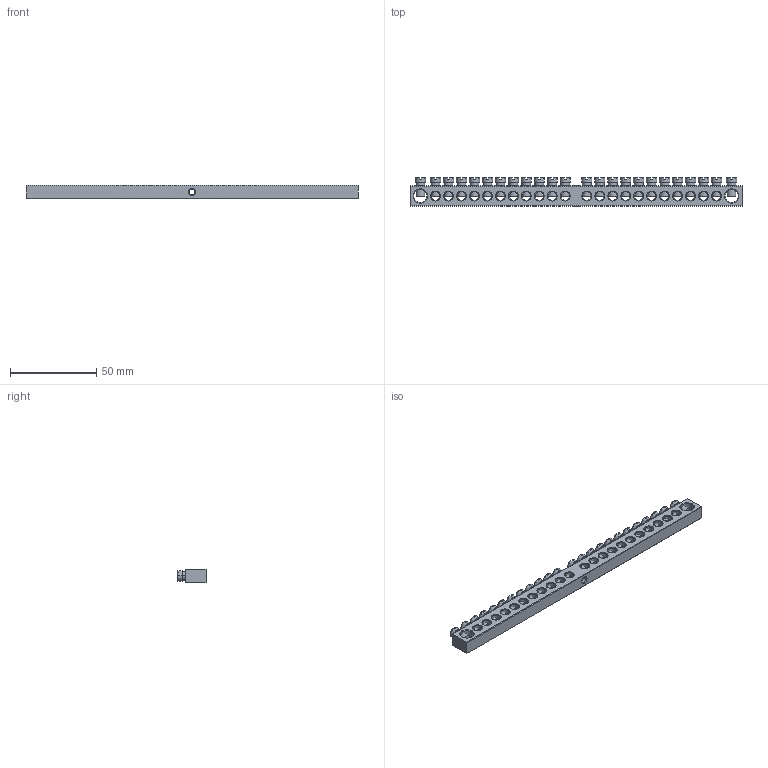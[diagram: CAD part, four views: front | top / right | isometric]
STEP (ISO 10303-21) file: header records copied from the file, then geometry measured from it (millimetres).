
FILE_DESCRIPTION (( 'STEP AP214' ), '1' );
FILE_NAME ('YNN20-24-100 Øèíà PEN çåìëÿ-íîëü 8õ12ìì 24_1 (24ãðóïïû_êðåï ïî öåíòð) ÈÝÊ.STEP', '2016-08-24T13:18:13', ( 'user' ), ( '' ), 'SwSTEP 2.0', 'SolidWorks 2014', '' );
FILE_SCHEMA (( 'AUTOMOTIVE_DESIGN' ));
Length unit declared in the file: millimetre
Products named in the file (3): YNN20-24-100 Øèíà PEN çåìëÿ-íîëü 8õ12ìì 24_1 (24ãðóïïû_êðåï ïî öåíòð) ÈÝÊ; Øèíà ÂõÍ n-1_8å12 24-1; Âèíò_Œ5
Assembly tree (25 placements, depth 2):
  YNN20-24-100 Øèíà PEN çåìëÿ-íîëü 8õ12ìì 24_1 (24ãðóïïû_êðåï ïî öåíòð) ÈÝÊ
    Øèíà ÂõÍ n-1_8å12 24-1
    Âèíò_Œ5  x24
Bounding box: 192 x 16.7 x 8 mm (x, y, z)
Volume: 18059 mm3; surface area: 16184.5 mm2
Topology: 25 solids, 25 shells, 1216 faces, 3206 edges, 2064 vertices
Faces by surface type: plane 826, cone 196, cylinder 194
Entity records: 11108 total; most frequent: CARTESIAN_POINT 3033, DIRECTION 1634, ORIENTED_EDGE 1440, EDGE_CURVE 720, AXIS2_PLACEMENT_3D 656, VERTEX_POINT 431, EDGE_LOOP 397, CIRCLE 332
